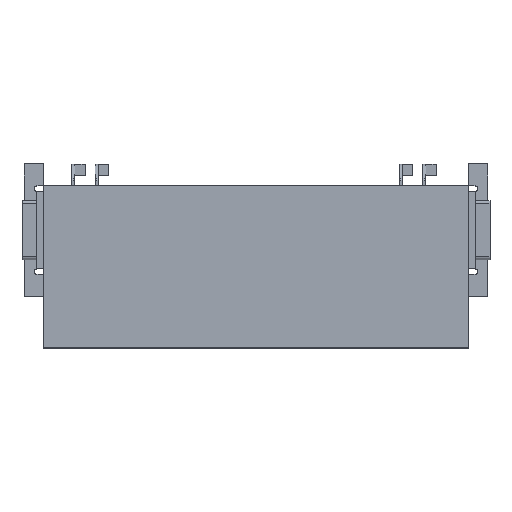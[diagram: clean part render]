
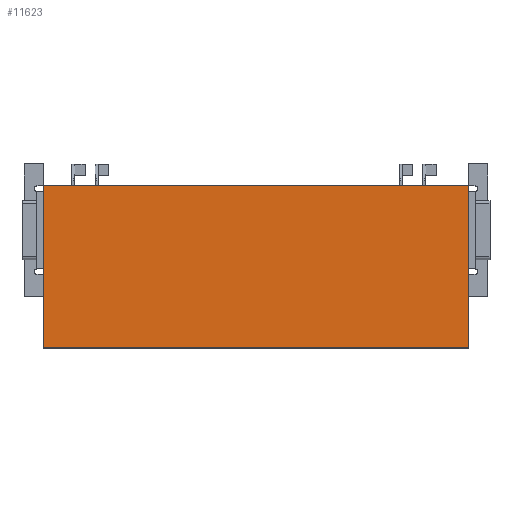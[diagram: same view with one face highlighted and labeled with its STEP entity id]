
A CAD part, top view. The second image highlights one B-rep face of the part: STEP entity #11623.
In plain terms, the highlighted planar face has unit normal (0, 0, 1).
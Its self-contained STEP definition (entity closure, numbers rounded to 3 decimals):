
#10690=CARTESIAN_POINT('',(-11.535,-9.035,4.25));
#10691=VERTEX_POINT('',#10690);
#10698=CARTESIAN_POINT('',(-11.535,-0.235,4.25));
#10699=VERTEX_POINT('',#10698);
#10700=CARTESIAN_POINT('',(-11.535,-0.235,4.25));
#10701=DIRECTION('',(0.0,-1.0,0.0));
#10702=VECTOR('',#10701,8.8);
#10703=LINE('',#10700,#10702);
#10704=EDGE_CURVE('',#10699,#10691,#10703,.T.);
#11572=CARTESIAN_POINT('',(11.535,-9.035,4.25));
#11573=VERTEX_POINT('',#11572);
#11580=CARTESIAN_POINT('',(-11.535,-9.035,4.25));
#11581=DIRECTION('',(1.0,0.0,0.0));
#11582=VECTOR('',#11581,23.07);
#11583=LINE('',#11580,#11582);
#11584=EDGE_CURVE('',#10691,#11573,#11583,.T.);
#11600=CARTESIAN_POINT('',(12.689,-9.475,4.25));
#11601=DIRECTION('',(0.0,0.0,-1.0));
#11602=DIRECTION('',(-1.0,0.0,0.0));
#11603=AXIS2_PLACEMENT_3D('',#11600,#11601,#11602);
#11604=PLANE('',#11603);
#11605=ORIENTED_EDGE('',*,*,#10704,.T.);
#11606=ORIENTED_EDGE('',*,*,#11584,.T.);
#11607=CARTESIAN_POINT('',(11.535,-0.235,4.25));
#11608=VERTEX_POINT('',#11607);
#11609=CARTESIAN_POINT('',(11.535,-0.235,4.25));
#11610=DIRECTION('',(0.0,-1.0,0.0));
#11611=VECTOR('',#11610,8.8);
#11612=LINE('',#11609,#11611);
#11613=EDGE_CURVE('',#11608,#11573,#11612,.T.);
#11614=ORIENTED_EDGE('',*,*,#11613,.F.);
#11615=CARTESIAN_POINT('',(-11.535,-0.235,4.25));
#11616=DIRECTION('',(1.0,0.0,0.0));
#11617=VECTOR('',#11616,23.07);
#11618=LINE('',#11615,#11617);
#11619=EDGE_CURVE('',#10699,#11608,#11618,.T.);
#11620=ORIENTED_EDGE('',*,*,#11619,.F.);
#11621=EDGE_LOOP('',(#11605,#11606,#11614,#11620));
#11622=FACE_OUTER_BOUND('',#11621,.T.);
#11623=ADVANCED_FACE('',(#11622),#11604,.F.);
